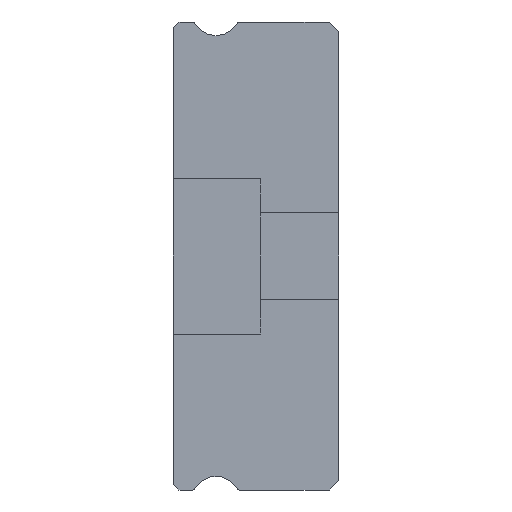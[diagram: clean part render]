
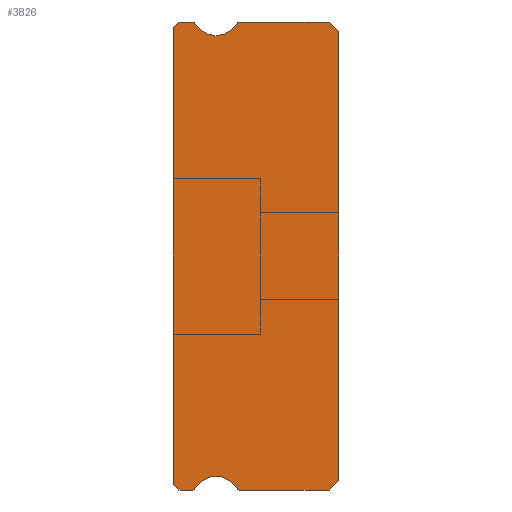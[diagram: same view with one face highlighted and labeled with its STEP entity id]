
A CAD part, left-side view. The second image highlights one B-rep face of the part: STEP entity #3826.
In plain terms, the highlighted planar face has unit normal (-1, 0, 0).
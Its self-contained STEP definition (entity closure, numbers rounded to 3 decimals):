
#75 = DIRECTION ( 'NONE',  ( 0., 0., 1. ) ) ;
#142 = VERTEX_POINT ( 'NONE', #503 ) ;
#163 = AXIS2_PLACEMENT_3D ( 'NONE', #722, #4396, #410 ) ;
#187 = CARTESIAN_POINT ( 'NONE',  ( -5., 0., -11.5 ) ) ;
#247 = VERTEX_POINT ( 'NONE', #594 ) ;
#254 = CARTESIAN_POINT ( 'NONE',  ( -5., 6.3, -12.55 ) ) ;
#303 = EDGE_CURVE ( 'NONE', #3973, #142, #1510, .T. ) ;
#307 = ORIENTED_EDGE ( 'NONE', *, *, #5600, .F. ) ;
#393 = CARTESIAN_POINT ( 'NONE',  ( -5., 0., 11.5 ) ) ;
#410 = DIRECTION ( 'NONE',  ( 0., 0., -1. ) ) ;
#457 = VERTEX_POINT ( 'NONE', #3205 ) ;
#484 = DIRECTION ( 'NONE',  ( 0., 0., 1. ) ) ;
#503 = CARTESIAN_POINT ( 'NONE',  ( -5., 0.5, -12. ) ) ;
#511 = VECTOR ( 'NONE', #2394, 1000. ) ;
#514 = CARTESIAN_POINT ( 'NONE',  ( -5., 7.512, 12. ) ) ;
#518 = CARTESIAN_POINT ( 'NONE',  ( -5., 7.512, -12. ) ) ;
#572 = ORIENTED_EDGE ( 'NONE', *, *, #1698, .T. ) ;
#594 = CARTESIAN_POINT ( 'NONE',  ( -5., 8.2, 12. ) ) ;
#595 = CARTESIAN_POINT ( 'NONE',  ( -5., 7.512, -11.85 ) ) ;
#596 = AXIS2_PLACEMENT_3D ( 'NONE', #5835, #5723, #1081 ) ;
#643 = VERTEX_POINT ( 'NONE', #514 ) ;
#645 = EDGE_CURVE ( 'NONE', #2531, #3182, #4275, .T. ) ;
#705 = LINE ( 'NONE', #2567, #3843 ) ;
#721 = DIRECTION ( 'NONE',  ( 0., 0., -1. ) ) ;
#722 = CARTESIAN_POINT ( 'NONE',  ( -5., 6.3, 12.55 ) ) ;
#764 = VERTEX_POINT ( 'NONE', #1580 ) ;
#837 = AXIS2_PLACEMENT_3D ( 'NONE', #4307, #1017, #5683 ) ;
#842 = EDGE_CURVE ( 'NONE', #2835, #2497, #2408, .T. ) ;
#965 = ORIENTED_EDGE ( 'NONE', *, *, #842, .F. ) ;
#1017 = DIRECTION ( 'NONE',  ( 1., 0., 0. ) ) ;
#1081 = DIRECTION ( 'NONE',  ( 0., 0., -1. ) ) ;
#1082 = ORIENTED_EDGE ( 'NONE', *, *, #3816, .F. ) ;
#1084 = EDGE_LOOP ( 'NONE', ( #4561, #3484, #4004, #5880, #5748, #965, #5771, #3357, #5358, #307, #3818, #1082, #4158, #2961, #3434, #572, #5967 ) ) ;
#1207 = EDGE_CURVE ( 'NONE', #3973, #4302, #3596, .T. ) ;
#1232 = LINE ( 'NONE', #3472, #4634 ) ;
#1244 = CARTESIAN_POINT ( 'NONE',  ( -5., 0., 11.5 ) ) ;
#1292 = AXIS2_PLACEMENT_3D ( 'NONE', #254, #3991, #721 ) ;
#1312 = FACE_OUTER_BOUND ( 'NONE', #1084, .T. ) ;
#1470 = CARTESIAN_POINT ( 'NONE',  ( -5., 5.088, -12. ) ) ;
#1510 = LINE ( 'NONE', #187, #4986 ) ;
#1522 = CARTESIAN_POINT ( 'NONE',  ( -5., 8.5, 11.85 ) ) ;
#1539 = DIRECTION ( 'NONE',  ( 1., 0., 0. ) ) ;
#1580 = CARTESIAN_POINT ( 'NONE',  ( -5., 5.088, 12. ) ) ;
#1698 = EDGE_CURVE ( 'NONE', #643, #247, #3164, .T. ) ;
#1723 = DIRECTION ( 'NONE',  ( 1., 0., 0. ) ) ;
#1772 = EDGE_CURVE ( 'NONE', #142, #2835, #2426, .T. ) ;
#1854 = EDGE_CURVE ( 'NONE', #764, #2240, #5285, .T. ) ;
#1968 = LINE ( 'NONE', #2304, #5637 ) ;
#2053 = DIRECTION ( 'NONE',  ( 0., 0.707, -0.707 ) ) ;
#2145 = CARTESIAN_POINT ( 'NONE',  ( -5., 5.088, -11.85 ) ) ;
#2240 = VERTEX_POINT ( 'NONE', #5077 ) ;
#2248 = DIRECTION ( 'NONE',  ( 0., 0., -1. ) ) ;
#2297 = AXIS2_PLACEMENT_3D ( 'NONE', #3133, #5059, #3618 ) ;
#2304 = CARTESIAN_POINT ( 'NONE',  ( -5., 0.5, 12. ) ) ;
#2335 = DIRECTION ( 'NONE',  ( 0., 1., 0. ) ) ;
#2367 = CARTESIAN_POINT ( 'NONE',  ( -5., 7.512, -12. ) ) ;
#2394 = DIRECTION ( 'NONE',  ( 0., -1., 0. ) ) ;
#2408 = CIRCLE ( 'NONE', #5832, 0.15 ) ;
#2426 = LINE ( 'NONE', #2367, #5022 ) ;
#2497 = VERTEX_POINT ( 'NONE', #4476 ) ;
#2531 = VERTEX_POINT ( 'NONE', #4851 ) ;
#2567 = CARTESIAN_POINT ( 'NONE',  ( -5., 7.512, -12. ) ) ;
#2646 = EDGE_CURVE ( 'NONE', #2531, #2704, #5514, .T. ) ;
#2704 = VERTEX_POINT ( 'NONE', #5099 ) ;
#2835 = VERTEX_POINT ( 'NONE', #1470 ) ;
#2855 = CARTESIAN_POINT ( 'NONE',  ( -5., 7.383, 11.925 ) ) ;
#2899 = EDGE_CURVE ( 'NONE', #4398, #3461, #3808, .T. ) ;
#2961 = ORIENTED_EDGE ( 'NONE', *, *, #2899, .F. ) ;
#3003 = VECTOR ( 'NONE', #484, 1000. ) ;
#3106 = DIRECTION ( 'NONE',  ( 1., 0., 0. ) ) ;
#3114 = DIRECTION ( 'NONE',  ( 0., -1., 0. ) ) ;
#3133 = CARTESIAN_POINT ( 'NONE',  ( -5., 7.512, 11.85 ) ) ;
#3164 = LINE ( 'NONE', #5497, #3726 ) ;
#3181 = CARTESIAN_POINT ( 'NONE',  ( -5., 8.2, -12. ) ) ;
#3182 = VERTEX_POINT ( 'NONE', #4830 ) ;
#3205 = CARTESIAN_POINT ( 'NONE',  ( -5., 7.383, -11.925 ) ) ;
#3277 = AXIS2_PLACEMENT_3D ( 'NONE', #4124, #3106, #2248 ) ;
#3301 = EDGE_CURVE ( 'NONE', #2497, #457, #4815, .T. ) ;
#3313 = CARTESIAN_POINT ( 'NONE',  ( -5., 7.512, 12. ) ) ;
#3355 = CIRCLE ( 'NONE', #837, 0.15 ) ;
#3357 = ORIENTED_EDGE ( 'NONE', *, *, #303, .F. ) ;
#3434 = ORIENTED_EDGE ( 'NONE', *, *, #4852, .F. ) ;
#3461 = VERTEX_POINT ( 'NONE', #4108 ) ;
#3472 = CARTESIAN_POINT ( 'NONE',  ( -5., 8.5, 11.7 ) ) ;
#3484 = ORIENTED_EDGE ( 'NONE', *, *, #2646, .T. ) ;
#3505 = DIRECTION ( 'NONE',  ( 0., 0.707, -0.707 ) ) ;
#3596 = LINE ( 'NONE', #393, #3003 ) ;
#3618 = DIRECTION ( 'NONE',  ( 0., 0., -1. ) ) ;
#3680 = PLANE ( 'NONE',  #2297 ) ;
#3726 = VECTOR ( 'NONE', #5559, 1000. ) ;
#3771 = CARTESIAN_POINT ( 'NONE',  ( -5., 0., -11.5 ) ) ;
#3808 = CIRCLE ( 'NONE', #596, 1.25 ) ;
#3816 = EDGE_CURVE ( 'NONE', #4982, #764, #4654, .T. ) ;
#3818 = ORIENTED_EDGE ( 'NONE', *, *, #1854, .F. ) ;
#3826 = ADVANCED_FACE ( 'NONE', ( #1312 ), #3680, .F. ) ;
#3843 = VECTOR ( 'NONE', #3114, 1000. ) ;
#3973 = VERTEX_POINT ( 'NONE', #3771 ) ;
#3991 = DIRECTION ( 'NONE',  ( -1., 0., 0. ) ) ;
#4004 = ORIENTED_EDGE ( 'NONE', *, *, #4574, .T. ) ;
#4108 = CARTESIAN_POINT ( 'NONE',  ( -5., 6.3, 11.3 ) ) ;
#4124 = CARTESIAN_POINT ( 'NONE',  ( -5., 5.088, 11.85 ) ) ;
#4158 = ORIENTED_EDGE ( 'NONE', *, *, #5429, .F. ) ;
#4275 = LINE ( 'NONE', #1522, #5569 ) ;
#4302 = VERTEX_POINT ( 'NONE', #1244 ) ;
#4307 = CARTESIAN_POINT ( 'NONE',  ( -5., 7.512, 11.85 ) ) ;
#4396 = DIRECTION ( 'NONE',  ( -1., 0., 0. ) ) ;
#4398 = VERTEX_POINT ( 'NONE', #2855 ) ;
#4449 = DIRECTION ( 'NONE',  ( 0., 0., -1. ) ) ;
#4476 = CARTESIAN_POINT ( 'NONE',  ( -5., 5.217, -11.925 ) ) ;
#4514 = EDGE_CURVE ( 'NONE', #247, #3182, #1232, .T. ) ;
#4561 = ORIENTED_EDGE ( 'NONE', *, *, #645, .F. ) ;
#4574 = EDGE_CURVE ( 'NONE', #2704, #4855, #705, .T. ) ;
#4634 = VECTOR ( 'NONE', #3505, 1000. ) ;
#4654 = CIRCLE ( 'NONE', #3277, 0.15 ) ;
#4771 = CIRCLE ( 'NONE', #5075, 0.15 ) ;
#4815 = CIRCLE ( 'NONE', #1292, 1.25 ) ;
#4830 = CARTESIAN_POINT ( 'NONE',  ( -5., 8.5, 11.7 ) ) ;
#4851 = CARTESIAN_POINT ( 'NONE',  ( -5., 8.5, -11.7 ) ) ;
#4852 = EDGE_CURVE ( 'NONE', #643, #4398, #3355, .T. ) ;
#4855 = VERTEX_POINT ( 'NONE', #518 ) ;
#4970 = CIRCLE ( 'NONE', #163, 1.25 ) ;
#4982 = VERTEX_POINT ( 'NONE', #5411 ) ;
#4986 = VECTOR ( 'NONE', #2053, 1000. ) ;
#5022 = VECTOR ( 'NONE', #2335, 1000. ) ;
#5059 = DIRECTION ( 'NONE',  ( 1., 0., 0. ) ) ;
#5071 = DIRECTION ( 'NONE',  ( 0., -0.707, -0.707 ) ) ;
#5075 = AXIS2_PLACEMENT_3D ( 'NONE', #595, #1539, #4449 ) ;
#5077 = CARTESIAN_POINT ( 'NONE',  ( -5., 0.5, 12. ) ) ;
#5099 = CARTESIAN_POINT ( 'NONE',  ( -5., 8.2, -12. ) ) ;
#5103 = VECTOR ( 'NONE', #5071, 1000. ) ;
#5168 = DIRECTION ( 'NONE',  ( 0., -0.707, -0.707 ) ) ;
#5285 = LINE ( 'NONE', #3313, #511 ) ;
#5358 = ORIENTED_EDGE ( 'NONE', *, *, #1207, .T. ) ;
#5411 = CARTESIAN_POINT ( 'NONE',  ( -5., 5.217, 11.925 ) ) ;
#5429 = EDGE_CURVE ( 'NONE', #3461, #4982, #4970, .T. ) ;
#5497 = CARTESIAN_POINT ( 'NONE',  ( -5., 8.2, 12. ) ) ;
#5514 = LINE ( 'NONE', #3181, #5103 ) ;
#5559 = DIRECTION ( 'NONE',  ( 0., 1., 0. ) ) ;
#5569 = VECTOR ( 'NONE', #75, 1000. ) ;
#5600 = EDGE_CURVE ( 'NONE', #2240, #4302, #1968, .T. ) ;
#5637 = VECTOR ( 'NONE', #5168, 1000. ) ;
#5683 = DIRECTION ( 'NONE',  ( 0., 0., -1. ) ) ;
#5723 = DIRECTION ( 'NONE',  ( -1., 0., 0. ) ) ;
#5748 = ORIENTED_EDGE ( 'NONE', *, *, #3301, .F. ) ;
#5771 = ORIENTED_EDGE ( 'NONE', *, *, #1772, .F. ) ;
#5783 = EDGE_CURVE ( 'NONE', #457, #4855, #4771, .T. ) ;
#5832 = AXIS2_PLACEMENT_3D ( 'NONE', #2145, #1723, #6038 ) ;
#5835 = CARTESIAN_POINT ( 'NONE',  ( -5., 6.3, 12.55 ) ) ;
#5880 = ORIENTED_EDGE ( 'NONE', *, *, #5783, .F. ) ;
#5967 = ORIENTED_EDGE ( 'NONE', *, *, #4514, .T. ) ;
#6038 = DIRECTION ( 'NONE',  ( 0., 0., -1. ) ) ;
